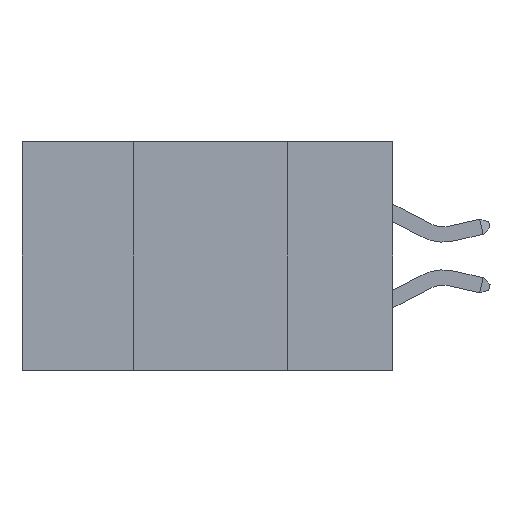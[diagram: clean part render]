
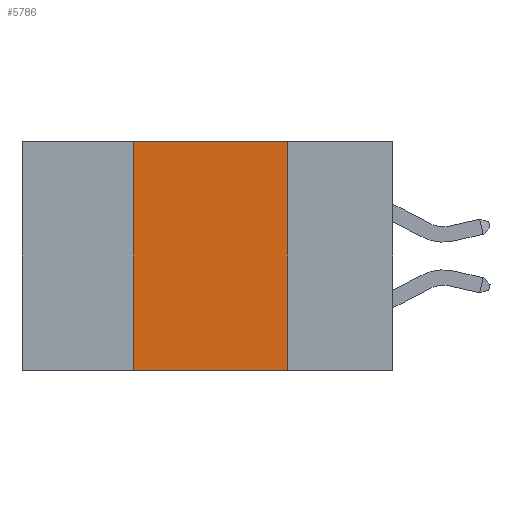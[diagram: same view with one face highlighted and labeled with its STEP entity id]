
A CAD part, left-side view. The second image highlights one B-rep face of the part: STEP entity #5786.
In plain terms, the highlighted planar face has unit normal (-1, 0, 0).
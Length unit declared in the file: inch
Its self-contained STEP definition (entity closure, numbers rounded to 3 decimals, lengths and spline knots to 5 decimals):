
#24 = AXIS2_PLACEMENT_3D ( 'NONE', #990, #9439, #8366 ) ;
#178 = CARTESIAN_POINT ( 'NONE',  ( 0., 0.17, 0. ) ) ;
#353 = EDGE_CURVE ( 'NONE', #8297, #4937, #10002, .T. ) ;
#990 = CARTESIAN_POINT ( 'NONE',  ( 0., 0.6, 0. ) ) ;
#1346 = CARTESIAN_POINT ( 'NONE',  ( 0., 0.6, 0. ) ) ;
#1517 = ORIENTED_EDGE ( 'NONE', *, *, #9923, .F. ) ;
#2776 = VECTOR ( 'NONE', #12333, 39.37008 ) ;
#3289 = CARTESIAN_POINT ( 'NONE',  ( 0., 0.17, -0.37 ) ) ;
#3336 = CARTESIAN_POINT ( 'NONE',  ( 0., 0.6, -0.37 ) ) ;
#4634 = CARTESIAN_POINT ( 'NONE',  ( 0., 0.42, 0. ) ) ;
#4679 = ORIENTED_EDGE ( 'NONE', *, *, #12933, .T. ) ;
#4813 = EDGE_LOOP ( 'NONE', ( #1517, #5490, #5169, #4679 ) ) ;
#4856 = CARTESIAN_POINT ( 'NONE',  ( 0., 0.42, -0.37 ) ) ;
#4937 = VERTEX_POINT ( 'NONE', #4634 ) ;
#5169 = ORIENTED_EDGE ( 'NONE', *, *, #353, .F. ) ;
#5253 = PLANE ( 'NONE',  #24 ) ;
#5490 = ORIENTED_EDGE ( 'NONE', *, *, #12494, .F. ) ;
#5767 = DIRECTION ( 'NONE',  ( 0., -1., 0. ) ) ;
#5786 = ADVANCED_FACE ( 'NONE', ( #12305 ), #5253, .F. ) ;
#6517 = VERTEX_POINT ( 'NONE', #178 ) ;
#6660 = LINE ( 'NONE', #1346, #11433 ) ;
#6746 = LINE ( 'NONE', #13455, #2776 ) ;
#8297 = VERTEX_POINT ( 'NONE', #4856 ) ;
#8366 = DIRECTION ( 'NONE',  ( 0., 0., -1. ) ) ;
#9439 = DIRECTION ( 'NONE',  ( 1., 0., 0. ) ) ;
#9923 = EDGE_CURVE ( 'NONE', #6517, #12968, #6746, .T. ) ;
#10002 = LINE ( 'NONE', #11344, #12975 ) ;
#10477 = DIRECTION ( 'NONE',  ( 0., 0., 1. ) ) ;
#10604 = DIRECTION ( 'NONE',  ( 0., -1., 0. ) ) ;
#10930 = LINE ( 'NONE', #3336, #11420 ) ;
#11344 = CARTESIAN_POINT ( 'NONE',  ( 0., 0.42, 0. ) ) ;
#11420 = VECTOR ( 'NONE', #10604, 39.37008 ) ;
#11433 = VECTOR ( 'NONE', #5767, 39.37008 ) ;
#12305 = FACE_OUTER_BOUND ( 'NONE', #4813, .T. ) ;
#12333 = DIRECTION ( 'NONE',  ( 0., 0., -1. ) ) ;
#12494 = EDGE_CURVE ( 'NONE', #4937, #6517, #6660, .T. ) ;
#12933 = EDGE_CURVE ( 'NONE', #8297, #12968, #10930, .T. ) ;
#12968 = VERTEX_POINT ( 'NONE', #3289 ) ;
#12975 = VECTOR ( 'NONE', #10477, 39.37008 ) ;
#13455 = CARTESIAN_POINT ( 'NONE',  ( 0., 0.17, 0. ) ) ;
